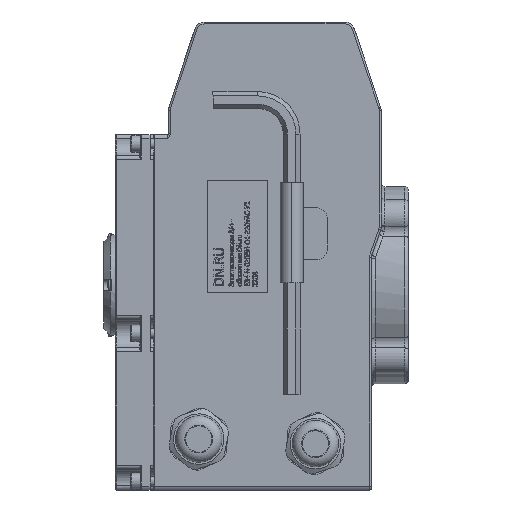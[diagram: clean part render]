
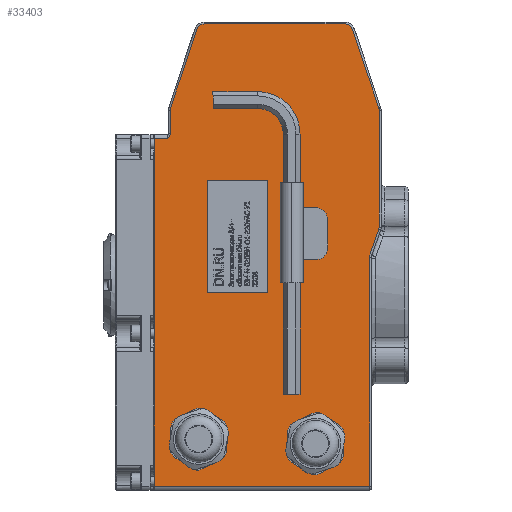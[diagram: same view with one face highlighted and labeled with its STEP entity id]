
A CAD part, left-side view. The second image highlights one B-rep face of the part: STEP entity #33403.
In plain terms, the highlighted planar face has unit normal (-1, 0, 0).
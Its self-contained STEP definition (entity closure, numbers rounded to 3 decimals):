
#232=FACE_BOUND('',#4848,.T.);
#878=B_SPLINE_CURVE_WITH_KNOTS('',3,(#45542,#45543,#45544,#45545,#45546,
#45547,#45548,#45549),.UNSPECIFIED.,.F.,.F.,(4,2,1,1,4),(-0.001,
0.,0.113,0.169,0.282),.UNSPECIFIED.);
#1914=PLANE('',#35535);
#2974=FACE_OUTER_BOUND('',#4847,.T.);
#4847=EDGE_LOOP('',(#21679,#21680,#21681,#21682,#21683,#21684,#21685,#21686,
#21687,#21688,#21689,#21690,#21691,#21692,#21693,#21694,#21695));
#4848=EDGE_LOOP('',(#21696,#21697,#21698,#21699));
#6853=LINE('',#45555,#9691);
#6855=LINE('',#45567,#9693);
#6857=LINE('',#45579,#9695);
#6859=LINE('',#45591,#9697);
#6861=LINE('',#45603,#9699);
#6863=LINE('',#45615,#9701);
#6865=LINE('',#45627,#9703);
#6885=LINE('',#45729,#9723);
#6886=LINE('',#45733,#9724);
#6887=LINE('',#45734,#9725);
#6888=LINE('',#45737,#9726);
#6889=LINE('',#45739,#9727);
#6890=LINE('',#45741,#9728);
#6891=LINE('',#45742,#9729);
#9691=VECTOR('',#37928,10.);
#9693=VECTOR('',#37942,10.);
#9695=VECTOR('',#37956,10.);
#9697=VECTOR('',#37970,10.);
#9699=VECTOR('',#37984,10.);
#9701=VECTOR('',#37998,10.);
#9703=VECTOR('',#38012,10.);
#9723=VECTOR('',#38080,10.);
#9724=VECTOR('',#38085,10.);
#9725=VECTOR('',#38086,10.);
#9726=VECTOR('',#38087,10.);
#9727=VECTOR('',#38088,10.);
#9728=VECTOR('',#38089,10.);
#9729=VECTOR('',#38090,10.);
#12521=CIRCLE('',#35477,4.);
#12525=CIRCLE('',#35483,4.);
#12529=CIRCLE('',#35489,4.);
#12533=CIRCLE('',#35495,4.);
#12537=CIRCLE('',#35501,4.);
#12541=CIRCLE('',#35507,6.);
#13472=VERTEX_POINT('',#45530);
#13474=VERTEX_POINT('',#45533);
#13475=VERTEX_POINT('',#45551);
#13477=VERTEX_POINT('',#45557);
#13479=VERTEX_POINT('',#45563);
#13481=VERTEX_POINT('',#45569);
#13483=VERTEX_POINT('',#45575);
#13485=VERTEX_POINT('',#45581);
#13487=VERTEX_POINT('',#45587);
#13489=VERTEX_POINT('',#45593);
#13491=VERTEX_POINT('',#45599);
#13493=VERTEX_POINT('',#45605);
#13495=VERTEX_POINT('',#45611);
#13497=VERTEX_POINT('',#45617);
#13499=VERTEX_POINT('',#45623);
#13524=VERTEX_POINT('',#45728);
#13525=VERTEX_POINT('',#45732);
#13526=VERTEX_POINT('',#45735);
#13527=VERTEX_POINT('',#45736);
#13528=VERTEX_POINT('',#45738);
#13529=VERTEX_POINT('',#45740);
#16657=EDGE_CURVE('',#13474,#13472,#878,.T.);
#16660=EDGE_CURVE('',#13472,#13475,#6853,.T.);
#16663=EDGE_CURVE('',#13475,#13477,#12521,.T.);
#16666=EDGE_CURVE('',#13477,#13479,#6855,.T.);
#16669=EDGE_CURVE('',#13479,#13481,#12525,.T.);
#16672=EDGE_CURVE('',#13481,#13483,#6857,.T.);
#16675=EDGE_CURVE('',#13483,#13485,#12529,.T.);
#16678=EDGE_CURVE('',#13485,#13487,#6859,.T.);
#16681=EDGE_CURVE('',#13487,#13489,#12533,.T.);
#16684=EDGE_CURVE('',#13489,#13491,#6861,.T.);
#16687=EDGE_CURVE('',#13491,#13493,#12537,.T.);
#16690=EDGE_CURVE('',#13493,#13495,#6863,.T.);
#16693=EDGE_CURVE('',#13495,#13497,#12541,.T.);
#16696=EDGE_CURVE('',#13497,#13499,#6865,.T.);
#16732=EDGE_CURVE('',#13499,#13524,#6885,.T.);
#16734=EDGE_CURVE('',#13525,#13474,#6886,.T.);
#16735=EDGE_CURVE('',#13524,#13525,#6887,.T.);
#16736=EDGE_CURVE('',#13526,#13527,#6888,.T.);
#16737=EDGE_CURVE('',#13527,#13528,#6889,.T.);
#16738=EDGE_CURVE('',#13528,#13529,#6890,.T.);
#16739=EDGE_CURVE('',#13529,#13526,#6891,.T.);
#21679=ORIENTED_EDGE('',*,*,#16696,.F.);
#21680=ORIENTED_EDGE('',*,*,#16693,.F.);
#21681=ORIENTED_EDGE('',*,*,#16690,.F.);
#21682=ORIENTED_EDGE('',*,*,#16687,.F.);
#21683=ORIENTED_EDGE('',*,*,#16684,.F.);
#21684=ORIENTED_EDGE('',*,*,#16681,.F.);
#21685=ORIENTED_EDGE('',*,*,#16678,.F.);
#21686=ORIENTED_EDGE('',*,*,#16675,.F.);
#21687=ORIENTED_EDGE('',*,*,#16672,.F.);
#21688=ORIENTED_EDGE('',*,*,#16669,.F.);
#21689=ORIENTED_EDGE('',*,*,#16666,.F.);
#21690=ORIENTED_EDGE('',*,*,#16663,.F.);
#21691=ORIENTED_EDGE('',*,*,#16660,.F.);
#21692=ORIENTED_EDGE('',*,*,#16657,.F.);
#21693=ORIENTED_EDGE('',*,*,#16734,.F.);
#21694=ORIENTED_EDGE('',*,*,#16735,.F.);
#21695=ORIENTED_EDGE('',*,*,#16732,.F.);
#21696=ORIENTED_EDGE('',*,*,#16736,.T.);
#21697=ORIENTED_EDGE('',*,*,#16737,.T.);
#21698=ORIENTED_EDGE('',*,*,#16738,.T.);
#21699=ORIENTED_EDGE('',*,*,#16739,.T.);
#33403=ADVANCED_FACE('',(#2974,#232),#1914,.F.);
#35477=AXIS2_PLACEMENT_3D('',#45561,#37935,#37936);
#35483=AXIS2_PLACEMENT_3D('',#45573,#37949,#37950);
#35489=AXIS2_PLACEMENT_3D('',#45585,#37963,#37964);
#35495=AXIS2_PLACEMENT_3D('',#45597,#37977,#37978);
#35501=AXIS2_PLACEMENT_3D('',#45609,#37991,#37992);
#35507=AXIS2_PLACEMENT_3D('',#45621,#38005,#38006);
#35535=AXIS2_PLACEMENT_3D('',#45731,#38083,#38084);
#37928=DIRECTION('',(0.,0.,1.));
#37935=DIRECTION('center_axis',(1.,0.,0.));
#37936=DIRECTION('ref_axis',(0.,0.987,0.16));
#37942=DIRECTION('',(0.,-0.316,0.949));
#37949=DIRECTION('center_axis',(1.,0.,0.));
#37950=DIRECTION('ref_axis',(0.,0.585,0.811));
#37956=DIRECTION('',(0.,-1.,0.));
#37963=DIRECTION('center_axis',(1.,0.,0.));
#37964=DIRECTION('ref_axis',(0.,-0.585,0.811));
#37970=DIRECTION('',(0.,-0.316,-0.949));
#37977=DIRECTION('center_axis',(1.,0.,0.));
#37978=DIRECTION('ref_axis',(0.,-0.987,0.16));
#37984=DIRECTION('',(0.,0.,-1.));
#37991=DIRECTION('center_axis',(1.,0.,0.));
#37992=DIRECTION('ref_axis',(0.,-0.986,-0.17));
#37998=DIRECTION('',(0.,0.334,-0.942));
#38005=DIRECTION('center_axis',(-1.,0.,0.));
#38006=DIRECTION('ref_axis',(0.,0.986,0.17));
#38012=DIRECTION('',(0.,0.,-1.));
#38080=DIRECTION('',(0.,1.,0.));
#38083=DIRECTION('center_axis',(1.,0.,0.));
#38084=DIRECTION('ref_axis',(0.,0.,-1.));
#38085=DIRECTION('',(0.,-1.,0.));
#38086=DIRECTION('',(0.,0.,1.));
#38087=DIRECTION('',(0.,1.,0.));
#38088=DIRECTION('',(0.,0.,1.));
#38089=DIRECTION('',(0.,-1.,0.));
#38090=DIRECTION('',(0.,0.,-1.));
#45530=CARTESIAN_POINT('',(0.,54.,63.06));
#45533=CARTESIAN_POINT('',(0.,55.5,60.769));
#45542=CARTESIAN_POINT('Ctrl Pts',(0.,55.5,60.769));
#45543=CARTESIAN_POINT('Ctrl Pts',(0.,55.499,60.77));
#45544=CARTESIAN_POINT('Ctrl Pts',(0.,55.497,60.771));
#45545=CARTESIAN_POINT('Ctrl Pts',(0.,55.204,61.01));
#45546=CARTESIAN_POINT('Ctrl Pts',(0.,54.764,61.374));
#45547=CARTESIAN_POINT('Ctrl Pts',(0.,54.186,62.125));
#45548=CARTESIAN_POINT('Ctrl Pts',(0.,54.,62.683));
#45549=CARTESIAN_POINT('Ctrl Pts',(0.,54.,63.06));
#45551=CARTESIAN_POINT('',(0.,54.,75.089));
#45555=CARTESIAN_POINT('',(0.,54.,7.05));
#45557=CARTESIAN_POINT('',(0.,53.795,76.354));
#45561=CARTESIAN_POINT('Origin',(0.,50.,75.089));
#45563=CARTESIAN_POINT('',(0.,40.191,117.165));
#45567=CARTESIAN_POINT('',(0.,62.686,49.679));
#45569=CARTESIAN_POINT('',(0.,36.396,119.9));
#45573=CARTESIAN_POINT('Origin',(0.,36.396,115.9));
#45575=CARTESIAN_POINT('',(0.,-36.396,119.9));
#45579=CARTESIAN_POINT('',(0.,20.,119.9));
#45581=CARTESIAN_POINT('',(0.,-40.191,117.165));
#45585=CARTESIAN_POINT('Origin',(0.,-36.396,115.9));
#45587=CARTESIAN_POINT('',(0.,-53.795,76.354));
#45591=CARTESIAN_POINT('',(0.,-55.186,72.179));
#45593=CARTESIAN_POINT('',(0.,-54.,75.089));
#45597=CARTESIAN_POINT('Origin',(0.,-50.,75.089));
#45599=CARTESIAN_POINT('',(0.,-54.,14.96));
#45603=CARTESIAN_POINT('',(0.,-54.,37.95));
#45605=CARTESIAN_POINT('',(0.,-53.77,13.623));
#45609=CARTESIAN_POINT('Origin',(0.,-50.,14.96));
#45611=CARTESIAN_POINT('',(0.,-49.345,1.145));
#45615=CARTESIAN_POINT('',(0.,-48.765,-0.491));
#45617=CARTESIAN_POINT('',(0.,-49.,-0.86));
#45621=CARTESIAN_POINT('Origin',(0.,-55.,-0.86));
#45623=CARTESIAN_POINT('',(0.,-49.,-118.9));
#45627=CARTESIAN_POINT('',(0.,-49.,0.));
#45728=CARTESIAN_POINT('',(0.,62.3,-118.9));
#45729=CARTESIAN_POINT('',(0.,-25.,-118.9));
#45731=CARTESIAN_POINT('Origin',(0.,0.,0.));
#45732=CARTESIAN_POINT('',(0.,62.3,60.769));
#45733=CARTESIAN_POINT('',(0.,27.5,60.769));
#45734=CARTESIAN_POINT('',(0.,62.3,-120.9));
#45735=CARTESIAN_POINT('',(0.,3.522,-18.847));
#45736=CARTESIAN_POINT('',(0.,34.889,-18.847));
#45737=CARTESIAN_POINT('',(0.,17.444,-18.847));
#45738=CARTESIAN_POINT('',(0.,34.889,39.262));
#45739=CARTESIAN_POINT('',(0.,34.889,19.631));
#45740=CARTESIAN_POINT('',(0.,3.522,39.262));
#45741=CARTESIAN_POINT('',(0.,1.761,39.262));
#45742=CARTESIAN_POINT('',(0.,3.522,-9.423));
